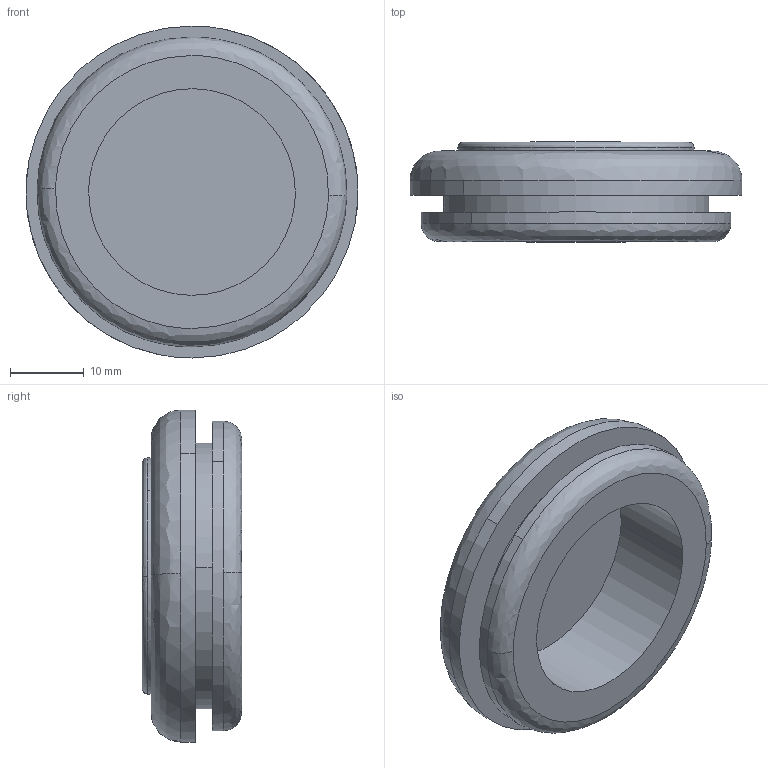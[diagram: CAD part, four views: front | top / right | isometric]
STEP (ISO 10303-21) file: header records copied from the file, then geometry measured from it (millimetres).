
FILE_DESCRIPTION((''),'2;1');
FILE_NAME('','2013-02-25T12:08:48',(''),(''),'','CADfix','');
FILE_SCHEMA(('AUTOMOTIVE_DESIGN { 1 0 10303 214 1 1 1 1 }'));
Length unit declared in the file: millimetre
Bounding box: 45 x 13.5 x 45 mm (x, y, z)
Volume: 9749.8 mm3; surface area: 6364.6 mm2
Topology: 1 solids, 1 shells, 27 faces, 92 edges, 72 vertices
Faces by surface type: bspline 27
Entity records: 1255 total; most frequent: CARTESIAN_POINT 777, ORIENTED_EDGE 184, EDGE_CURVE 92, VERTEX_POINT 72, EDGE_LOOP 32, FACE_OUTER_BOUND 27, ADVANCED_FACE 27, QUASI_UNIFORM_CURVE 12
